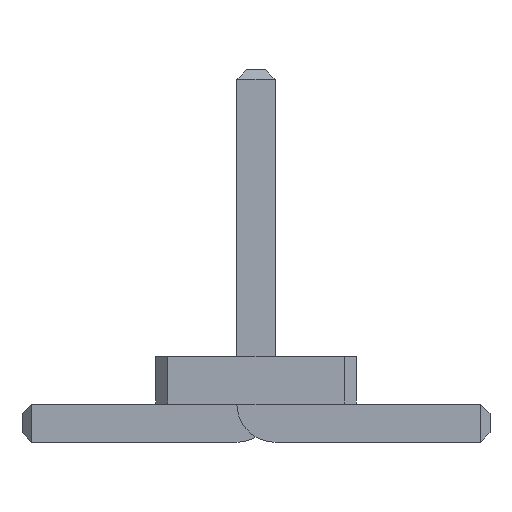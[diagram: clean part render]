
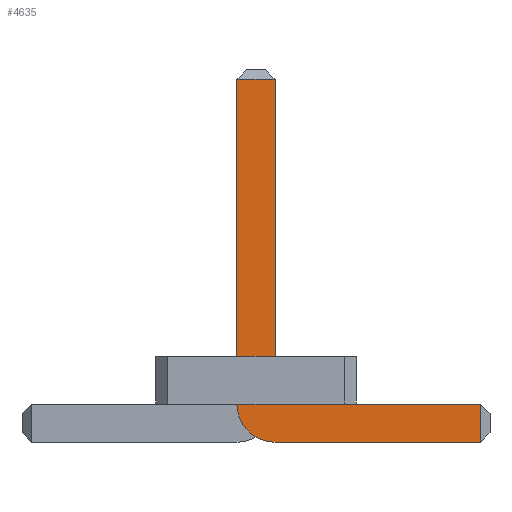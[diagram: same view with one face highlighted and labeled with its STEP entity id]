
A CAD part, front view. The second image highlights one B-rep face of the part: STEP entity #4635.
In plain terms, the highlighted planar face has unit normal (0, -1, 0).
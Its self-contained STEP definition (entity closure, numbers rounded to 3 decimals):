
#13=DIRECTION('',(0.,0.,1.));
#67=DIRECTION('',(1.,0.,0.));
#2093=VECTOR('',#67,1.);
#2104=DIRECTION('',(0.,1.,0.));
#2146=DIRECTION('',(-1.,0.,0.));
#4435=VECTOR('',#2146,1.);
#4443=DIRECTION('',(-0.,1.,0.));
#4444=DIRECTION('',(0.,0.,-1.));
#4451=VECTOR('',#4452,1.);
#4452=DIRECTION('',(0.,0.,1.));
#4463=VECTOR('',#4444,1.);
#4481=VERTEX_POINT('',#4482);
#4482=CARTESIAN_POINT('',(2.35,-22.425,0.));
#4485=ORIENTED_EDGE('',*,*,#4486,.T.);
#4486=EDGE_CURVE('',#4481,#4487,#4489,.T.);
#4487=VERTEX_POINT('',#4488);
#4488=CARTESIAN_POINT('',(0.2,-22.425,0.));
#4489=LINE('',#4490,#4435);
#4490=CARTESIAN_POINT('',(2.45,-22.425,0.));
#4529=VERTEX_POINT('',#4530);
#4530=CARTESIAN_POINT('',(-0.2,-22.425,0.4));
#4533=EDGE_CURVE('',#4487,#4529,#4534,.T.);
#4534=CIRCLE('',#4535,0.4);
#4535=AXIS2_PLACEMENT_3D('',#4536,#4443,#4444);
#4536=CARTESIAN_POINT('',(0.2,-22.425,0.4));
#4545=VERTEX_POINT('',#4536);
#4547=ORIENTED_EDGE('',*,*,#4548,.T.);
#4548=EDGE_CURVE('',#4545,#4549,#4551,.T.);
#4549=VERTEX_POINT('',#4550);
#4550=CARTESIAN_POINT('',(2.35,-22.425,0.4));
#4551=LINE('',#4536,#2093);
#4561=ORIENTED_EDGE('',*,*,#4562,.T.);
#4562=EDGE_CURVE('',#4529,#4563,#4565,.T.);
#4563=VERTEX_POINT('',#4564);
#4564=CARTESIAN_POINT('',(-0.2,-22.425,3.8));
#4565=LINE('',#4566,#4451);
#4566=CARTESIAN_POINT('',(-0.2,-22.425,0.));
#4579=VERTEX_POINT('',#4580);
#4580=CARTESIAN_POINT('',(0.2,-22.425,3.8));
#4582=ORIENTED_EDGE('',*,*,#4583,.T.);
#4583=EDGE_CURVE('',#4579,#4545,#4584,.T.);
#4584=LINE('',#4585,#4463);
#4585=CARTESIAN_POINT('',(0.2,-22.425,3.9));
#4635=ADVANCED_FACE('',(#4636),#4645,.F.);
#4636=FACE_BOUND('',#4637,.F.);
#4637=EDGE_LOOP('',(#4485,#4638,#4561,#4639,#4582,#4547,#4642));
#4638=ORIENTED_EDGE('',*,*,#4533,.T.);
#4639=ORIENTED_EDGE('',*,*,#4640,.T.);
#4640=EDGE_CURVE('',#4563,#4579,#4641,.T.);
#4641=LINE('',#4564,#2093);
#4642=ORIENTED_EDGE('',*,*,#4643,.T.);
#4643=EDGE_CURVE('',#4549,#4481,#4644,.T.);
#4644=LINE('',#4550,#4463);
#4645=PLANE('',#4646);
#4646=AXIS2_PLACEMENT_3D('',#4647,#2104,#13);
#4647=CARTESIAN_POINT('',(0.524,-22.425,1.349));
